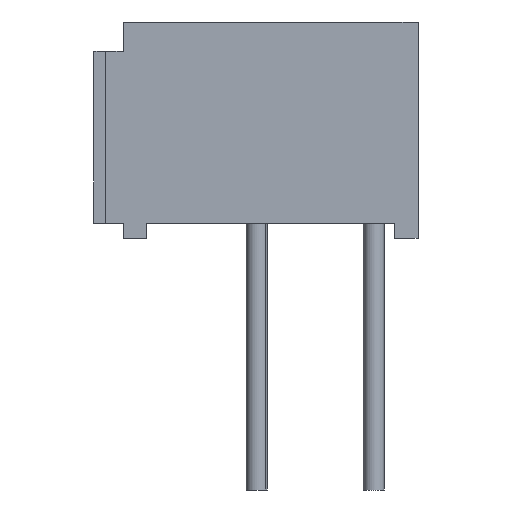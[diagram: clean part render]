
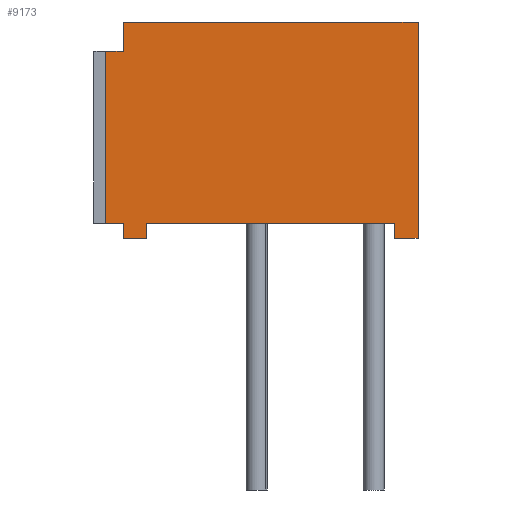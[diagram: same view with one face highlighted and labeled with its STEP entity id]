
A CAD part, left-side view. The second image highlights one B-rep face of the part: STEP entity #9173.
In plain terms, the highlighted planar face has unit normal (-1, 0, 0).
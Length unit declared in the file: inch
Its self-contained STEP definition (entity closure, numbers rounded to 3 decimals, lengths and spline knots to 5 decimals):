
#2030=DIRECTION('',(0.,0.,1.));
#2031=VECTOR('',#2030,0.025);
#2032=CARTESIAN_POINT('',(-0.132,0.126,0.087));
#2033=LINE('',#2032,#2031);
#2034=DIRECTION('',(0.,-1.,0.));
#2035=VECTOR('',#2034,0.252);
#2036=CARTESIAN_POINT('',(-0.132,0.126,0.112));
#2037=LINE('',#2036,#2035);
#2038=DIRECTION('',(0.,0.,1.));
#2039=VECTOR('',#2038,0.185);
#2040=CARTESIAN_POINT('',(-0.132,-0.126,-0.073));
#2041=LINE('',#2040,#2039);
#2083=DIRECTION('',(0.,-1.,0.));
#2084=VECTOR('',#2083,0.212);
#2085=CARTESIAN_POINT('',(-0.132,0.106,-0.06));
#2086=LINE('',#2085,#2084);
#2530=DIRECTION('',(0.,0.,-1.));
#2531=VECTOR('',#2530,0.147);
#2532=CARTESIAN_POINT('',(-0.132,0.141,0.087));
#2533=LINE('',#2532,#2531);
#2822=DIRECTION('',(0.,1.,0.));
#2823=VECTOR('',#2822,0.015);
#2824=CARTESIAN_POINT('',(-0.132,0.126,0.087));
#2825=LINE('',#2824,#2823);
#2854=DIRECTION('',(0.,-1.,0.));
#2855=VECTOR('',#2854,0.015);
#2856=CARTESIAN_POINT('',(-0.132,0.141,-0.06));
#2857=LINE('',#2856,#2855);
#2862=DIRECTION('',(0.,0.,-1.));
#2863=VECTOR('',#2862,0.013);
#2864=CARTESIAN_POINT('',(-0.132,0.126,-0.06));
#2865=LINE('',#2864,#2863);
#2878=DIRECTION('',(0.,-1.,0.));
#2879=VECTOR('',#2878,0.02);
#2880=CARTESIAN_POINT('',(-0.132,0.126,-0.073));
#2881=LINE('',#2880,#2879);
#2894=DIRECTION('',(0.,0.,1.));
#2895=VECTOR('',#2894,0.013);
#2896=CARTESIAN_POINT('',(-0.132,0.106,-0.073));
#2897=LINE('',#2896,#2895);
#3102=DIRECTION('',(0.,0.,-1.));
#3103=VECTOR('',#3102,0.013);
#3104=CARTESIAN_POINT('',(-0.132,-0.106,-0.06));
#3105=LINE('',#3104,#3103);
#3118=DIRECTION('',(0.,-1.,0.));
#3119=VECTOR('',#3118,0.02);
#3120=CARTESIAN_POINT('',(-0.132,-0.106,-0.073));
#3121=LINE('',#3120,#3119);
#6355=CARTESIAN_POINT('',(-0.132,0.126,0.112));
#6357=VERTEX_POINT('',#6355);
#6360=CARTESIAN_POINT('',(-0.132,-0.126,0.112));
#6361=VERTEX_POINT('',#6360);
#7116=CARTESIAN_POINT('',(-0.132,0.126,0.087));
#7117=VERTEX_POINT('',#7116);
#7118=CARTESIAN_POINT('',(-0.132,0.106,-0.073));
#7119=CARTESIAN_POINT('',(-0.132,0.106,-0.06));
#7120=VERTEX_POINT('',#7118);
#7121=VERTEX_POINT('',#7119);
#7122=CARTESIAN_POINT('',(-0.132,0.141,0.087));
#7123=CARTESIAN_POINT('',(-0.132,0.141,-0.06));
#7124=VERTEX_POINT('',#7122);
#7125=VERTEX_POINT('',#7123);
#7130=CARTESIAN_POINT('',(-0.132,-0.126,-0.073));
#7131=VERTEX_POINT('',#7130);
#7220=CARTESIAN_POINT('',(-0.132,-0.106,-0.06));
#7221=VERTEX_POINT('',#7220);
#7231=CARTESIAN_POINT('',(-0.132,0.126,-0.06));
#7233=VERTEX_POINT('',#7231);
#7426=CARTESIAN_POINT('',(-0.132,0.126,-0.073));
#7427=VERTEX_POINT('',#7426);
#7444=CARTESIAN_POINT('',(-0.132,-0.106,-0.073));
#7445=VERTEX_POINT('',#7444);
#9144=CARTESIAN_POINT('',(-0.132,0.0075,0.0195));
#9145=DIRECTION('',(1.,0.,0.));
#9146=DIRECTION('',(0.,1.,0.));
#9147=AXIS2_PLACEMENT_3D('',#9144,#9145,#9146);
#9148=PLANE('',#9147);
#9149=ORIENTED_EDGE('',*,*,#9123,.T.);
#9150=ORIENTED_EDGE('',*,*,#8487,.T.);
#9152=ORIENTED_EDGE('',*,*,#9151,.F.);
#9154=ORIENTED_EDGE('',*,*,#9153,.F.);
#9156=ORIENTED_EDGE('',*,*,#9155,.F.);
#9158=ORIENTED_EDGE('',*,*,#9157,.F.);
#9160=ORIENTED_EDGE('',*,*,#9159,.F.);
#9162=ORIENTED_EDGE('',*,*,#9161,.F.);
#9164=ORIENTED_EDGE('',*,*,#9163,.F.);
#9166=ORIENTED_EDGE('',*,*,#9165,.F.);
#9168=ORIENTED_EDGE('',*,*,#9167,.F.);
#9170=ORIENTED_EDGE('',*,*,#9169,.F.);
#9171=EDGE_LOOP('',(#9149,#9150,#9152,#9154,#9156,#9158,#9160,#9162,#9164,#9166,
#9168,#9170));
#9172=FACE_OUTER_BOUND('',#9171,.F.);
#8487=EDGE_CURVE('',#6357,#6361,#2037,.T.);
#9123=EDGE_CURVE('',#7117,#6357,#2033,.T.);
#9151=EDGE_CURVE('',#7131,#6361,#2041,.T.);
#9153=EDGE_CURVE('',#7445,#7131,#3121,.T.);
#9155=EDGE_CURVE('',#7221,#7445,#3105,.T.);
#9157=EDGE_CURVE('',#7121,#7221,#2086,.T.);
#9159=EDGE_CURVE('',#7120,#7121,#2897,.T.);
#9161=EDGE_CURVE('',#7427,#7120,#2881,.T.);
#9163=EDGE_CURVE('',#7233,#7427,#2865,.T.);
#9165=EDGE_CURVE('',#7125,#7233,#2857,.T.);
#9167=EDGE_CURVE('',#7124,#7125,#2533,.T.);
#9169=EDGE_CURVE('',#7117,#7124,#2825,.T.);
#9173=ADVANCED_FACE('',(#9172),#9148,.F.);
